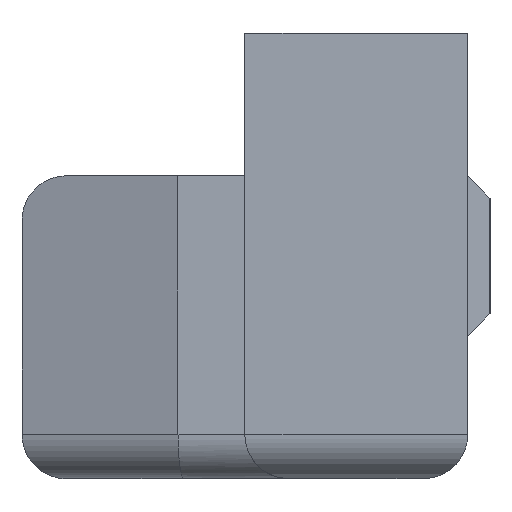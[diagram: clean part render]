
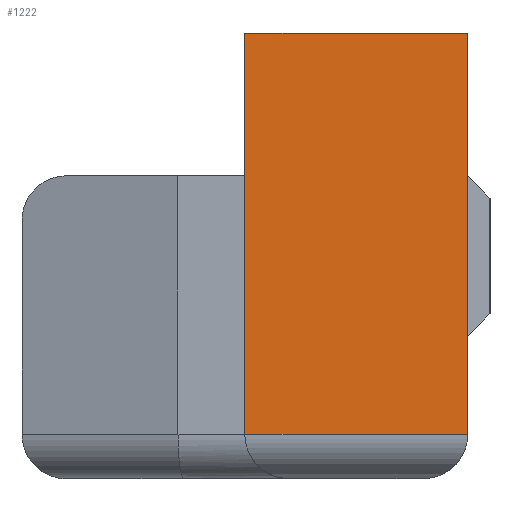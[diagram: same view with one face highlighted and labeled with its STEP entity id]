
A CAD part, left-side view. The second image highlights one B-rep face of the part: STEP entity #1222.
In plain terms, the highlighted planar face has unit normal (-1, 0, 0).
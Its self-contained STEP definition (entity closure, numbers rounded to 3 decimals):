
#213 = PLANE('',#214);
#214 = AXIS2_PLACEMENT_3D('',#215,#216,#217);
#215 = CARTESIAN_POINT('',(-125.,5.,10.));
#216 = DIRECTION('',(0.,1.,0.));
#217 = DIRECTION('',(1.,0.,0.));
#632 = VERTEX_POINT('',#633);
#633 = CARTESIAN_POINT('',(-125.,5.,-8.));
#654 = EDGE_CURVE('',#655,#632,#657,.T.);
#655 = VERTEX_POINT('',#656);
#656 = CARTESIAN_POINT('',(-125.,5.,10.));
#657 = SURFACE_CURVE('',#658,(#662,#669),.PCURVE_S1.);
#658 = LINE('',#659,#660);
#659 = CARTESIAN_POINT('',(-125.,5.,10.));
#660 = VECTOR('',#661,1.);
#661 = DIRECTION('',(0.,0.,-1.));
#662 = PCURVE('',#213,#663);
#663 = DEFINITIONAL_REPRESENTATION('',(#664),#668);
#664 = LINE('',#665,#666);
#665 = CARTESIAN_POINT('',(0.,0.));
#666 = VECTOR('',#667,1.);
#667 = DIRECTION('',(0.,1.));
#668 = ( GEOMETRIC_REPRESENTATION_CONTEXT(2) 
PARAMETRIC_REPRESENTATION_CONTEXT() REPRESENTATION_CONTEXT('2D SPACE',''
  ) );
#669 = PCURVE('',#670,#675);
#670 = PLANE('',#671);
#671 = AXIS2_PLACEMENT_3D('',#672,#673,#674);
#672 = CARTESIAN_POINT('',(-125.,-5.,10.));
#673 = DIRECTION('',(1.,0.,0.));
#674 = DIRECTION('',(0.,1.,0.));
#675 = DEFINITIONAL_REPRESENTATION('',(#676),#680);
#676 = LINE('',#677,#678);
#677 = CARTESIAN_POINT('',(10.,0.));
#678 = VECTOR('',#679,1.);
#679 = DIRECTION('',(0.,-1.));
#680 = ( GEOMETRIC_REPRESENTATION_CONTEXT(2) 
PARAMETRIC_REPRESENTATION_CONTEXT() REPRESENTATION_CONTEXT('2D SPACE',''
  ) );
#698 = PLANE('',#699);
#699 = AXIS2_PLACEMENT_3D('',#700,#701,#702);
#700 = CARTESIAN_POINT('',(-125.,-5.,10.));
#701 = DIRECTION('',(0.,0.,-1.));
#702 = DIRECTION('',(0.,1.,0.));
#1037 = CYLINDRICAL_SURFACE('',#1038,2.);
#1038 = AXIS2_PLACEMENT_3D('',#1039,#1040,#1041);
#1039 = CARTESIAN_POINT('',(-123.,-5.,-8.));
#1040 = DIRECTION('',(0.,1.,0.));
#1041 = DIRECTION('',(0.,0.,-1.));
#1222 = ADVANCED_FACE('',(#1223),#670,.F.);
#1223 = FACE_BOUND('',#1224,.F.);
#1224 = EDGE_LOOP('',(#1225,#1226,#1249,#1277));
#1225 = ORIENTED_EDGE('',*,*,#654,.F.);
#1226 = ORIENTED_EDGE('',*,*,#1227,.F.);
#1227 = EDGE_CURVE('',#1228,#655,#1230,.T.);
#1228 = VERTEX_POINT('',#1229);
#1229 = CARTESIAN_POINT('',(-125.,-5.,10.));
#1230 = SURFACE_CURVE('',#1231,(#1235,#1242),.PCURVE_S1.);
#1231 = LINE('',#1232,#1233);
#1232 = CARTESIAN_POINT('',(-125.,-5.,10.));
#1233 = VECTOR('',#1234,1.);
#1234 = DIRECTION('',(0.,1.,0.));
#1235 = PCURVE('',#670,#1236);
#1236 = DEFINITIONAL_REPRESENTATION('',(#1237),#1241);
#1237 = LINE('',#1238,#1239);
#1238 = CARTESIAN_POINT('',(0.,0.));
#1239 = VECTOR('',#1240,1.);
#1240 = DIRECTION('',(1.,0.));
#1241 = ( GEOMETRIC_REPRESENTATION_CONTEXT(2) 
PARAMETRIC_REPRESENTATION_CONTEXT() REPRESENTATION_CONTEXT('2D SPACE',''
  ) );
#1242 = PCURVE('',#698,#1243);
#1243 = DEFINITIONAL_REPRESENTATION('',(#1244),#1248);
#1244 = LINE('',#1245,#1246);
#1245 = CARTESIAN_POINT('',(0.,0.));
#1246 = VECTOR('',#1247,1.);
#1247 = DIRECTION('',(1.,0.));
#1248 = ( GEOMETRIC_REPRESENTATION_CONTEXT(2) 
PARAMETRIC_REPRESENTATION_CONTEXT() REPRESENTATION_CONTEXT('2D SPACE',''
  ) );
#1249 = ORIENTED_EDGE('',*,*,#1250,.T.);
#1250 = EDGE_CURVE('',#1228,#1251,#1253,.T.);
#1251 = VERTEX_POINT('',#1252);
#1252 = CARTESIAN_POINT('',(-125.,-5.,-8.));
#1253 = SURFACE_CURVE('',#1254,(#1258,#1265),.PCURVE_S1.);
#1254 = LINE('',#1255,#1256);
#1255 = CARTESIAN_POINT('',(-125.,-5.,10.));
#1256 = VECTOR('',#1257,1.);
#1257 = DIRECTION('',(0.,0.,-1.));
#1258 = PCURVE('',#670,#1259);
#1259 = DEFINITIONAL_REPRESENTATION('',(#1260),#1264);
#1260 = LINE('',#1261,#1262);
#1261 = CARTESIAN_POINT('',(0.,0.));
#1262 = VECTOR('',#1263,1.);
#1263 = DIRECTION('',(0.,-1.));
#1264 = ( GEOMETRIC_REPRESENTATION_CONTEXT(2) 
PARAMETRIC_REPRESENTATION_CONTEXT() REPRESENTATION_CONTEXT('2D SPACE',''
  ) );
#1265 = PCURVE('',#1266,#1271);
#1266 = PLANE('',#1267);
#1267 = AXIS2_PLACEMENT_3D('',#1268,#1269,#1270);
#1268 = CARTESIAN_POINT('',(-125.,-5.,10.));
#1269 = DIRECTION('',(0.,1.,0.));
#1270 = DIRECTION('',(1.,0.,0.));
#1271 = DEFINITIONAL_REPRESENTATION('',(#1272),#1276);
#1272 = LINE('',#1273,#1274);
#1273 = CARTESIAN_POINT('',(0.,0.));
#1274 = VECTOR('',#1275,1.);
#1275 = DIRECTION('',(0.,1.));
#1276 = ( GEOMETRIC_REPRESENTATION_CONTEXT(2) 
PARAMETRIC_REPRESENTATION_CONTEXT() REPRESENTATION_CONTEXT('2D SPACE',''
  ) );
#1277 = ORIENTED_EDGE('',*,*,#1278,.T.);
#1278 = EDGE_CURVE('',#1251,#632,#1279,.T.);
#1279 = SURFACE_CURVE('',#1280,(#1284,#1291),.PCURVE_S1.);
#1280 = LINE('',#1281,#1282);
#1281 = CARTESIAN_POINT('',(-125.,-5.,-8.));
#1282 = VECTOR('',#1283,1.);
#1283 = DIRECTION('',(0.,1.,0.));
#1284 = PCURVE('',#670,#1285);
#1285 = DEFINITIONAL_REPRESENTATION('',(#1286),#1290);
#1286 = LINE('',#1287,#1288);
#1287 = CARTESIAN_POINT('',(0.,-18.));
#1288 = VECTOR('',#1289,1.);
#1289 = DIRECTION('',(1.,0.));
#1290 = ( GEOMETRIC_REPRESENTATION_CONTEXT(2) 
PARAMETRIC_REPRESENTATION_CONTEXT() REPRESENTATION_CONTEXT('2D SPACE',''
  ) );
#1291 = PCURVE('',#1037,#1292);
#1292 = DEFINITIONAL_REPRESENTATION('',(#1293),#1297);
#1293 = LINE('',#1294,#1295);
#1294 = CARTESIAN_POINT('',(1.571,0.));
#1295 = VECTOR('',#1296,1.);
#1296 = DIRECTION('',(0.,1.));
#1297 = ( GEOMETRIC_REPRESENTATION_CONTEXT(2) 
PARAMETRIC_REPRESENTATION_CONTEXT() REPRESENTATION_CONTEXT('2D SPACE',''
  ) );
